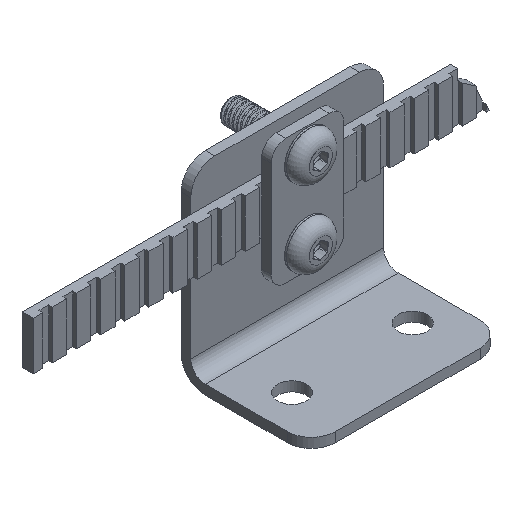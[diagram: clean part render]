
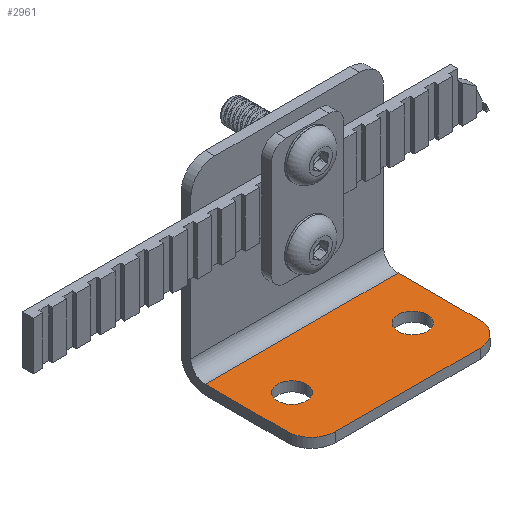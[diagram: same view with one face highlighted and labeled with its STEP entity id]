
A CAD part, isometric view. The second image highlights one B-rep face of the part: STEP entity #2961.
In plain terms, the highlighted planar face has unit normal (0, 0, 1).
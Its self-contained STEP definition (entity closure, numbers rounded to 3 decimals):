
#119=FACE_BOUND('',#504,.T.);
#120=FACE_BOUND('',#505,.T.);
#220=PLANE('',#3258);
#344=FACE_OUTER_BOUND('',#503,.T.);
#503=EDGE_LOOP('',(#2610,#2611,#2612,#2613,#2614,#2615));
#504=EDGE_LOOP('',(#2616,#2617));
#505=EDGE_LOOP('',(#2618,#2619));
#813=LINE('',#4643,#1140);
#819=LINE('',#4664,#1146);
#832=LINE('',#4720,#1159);
#834=LINE('',#4725,#1161);
#1140=VECTOR('',#3822,10.);
#1146=VECTOR('',#3842,10.);
#1159=VECTOR('',#3905,10.);
#1161=VECTOR('',#3913,10.);
#1211=CIRCLE('',#3218,5.);
#1218=CIRCLE('',#3228,5.);
#1227=CIRCLE('',#3243,3.);
#1228=CIRCLE('',#3244,3.);
#1229=CIRCLE('',#3246,3.);
#1230=CIRCLE('',#3247,3.);
#1433=VERTEX_POINT('',#4622);
#1434=VERTEX_POINT('',#4623);
#1442=VERTEX_POINT('',#4641);
#1448=VERTEX_POINT('',#4657);
#1449=VERTEX_POINT('',#4658);
#1450=VERTEX_POINT('',#4663);
#1461=VERTEX_POINT('',#4696);
#1462=VERTEX_POINT('',#4697);
#1463=VERTEX_POINT('',#4702);
#1464=VERTEX_POINT('',#4703);
#1812=EDGE_CURVE('',#1433,#1434,#1211,.T.);
#1822=EDGE_CURVE('',#1442,#1433,#813,.T.);
#1829=EDGE_CURVE('',#1448,#1449,#1218,.T.);
#1832=EDGE_CURVE('',#1449,#1450,#819,.T.);
#1849=EDGE_CURVE('',#1461,#1462,#1227,.T.);
#1850=EDGE_CURVE('',#1462,#1461,#1228,.T.);
#1852=EDGE_CURVE('',#1463,#1464,#1229,.T.);
#1853=EDGE_CURVE('',#1464,#1463,#1230,.T.);
#1861=EDGE_CURVE('',#1442,#1450,#832,.T.);
#1863=EDGE_CURVE('',#1434,#1448,#834,.T.);
#2610=ORIENTED_EDGE('',*,*,#1812,.F.);
#2611=ORIENTED_EDGE('',*,*,#1822,.F.);
#2612=ORIENTED_EDGE('',*,*,#1861,.T.);
#2613=ORIENTED_EDGE('',*,*,#1832,.F.);
#2614=ORIENTED_EDGE('',*,*,#1829,.F.);
#2615=ORIENTED_EDGE('',*,*,#1863,.F.);
#2616=ORIENTED_EDGE('',*,*,#1849,.T.);
#2617=ORIENTED_EDGE('',*,*,#1850,.T.);
#2618=ORIENTED_EDGE('',*,*,#1852,.T.);
#2619=ORIENTED_EDGE('',*,*,#1853,.T.);
#2961=ADVANCED_FACE('',(#344,#119,#120),#220,.T.);
#3218=AXIS2_PLACEMENT_3D('',#4624,#3806,#3807);
#3228=AXIS2_PLACEMENT_3D('',#4659,#3836,#3837);
#3243=AXIS2_PLACEMENT_3D('',#4698,#3877,#3878);
#3244=AXIS2_PLACEMENT_3D('',#4699,#3879,#3880);
#3246=AXIS2_PLACEMENT_3D('',#4704,#3884,#3885);
#3247=AXIS2_PLACEMENT_3D('',#4705,#3886,#3887);
#3258=AXIS2_PLACEMENT_3D('',#4726,#3914,#3915);
#3806=DIRECTION('center_axis',(0.,0.,
-1.));
#3807=DIRECTION('ref_axis',(-0.707,0.707,0.));
#3822=DIRECTION('',(0.,1.,0.));
#3836=DIRECTION('center_axis',(0.,0.,
-1.));
#3837=DIRECTION('ref_axis',(0.707,0.707,0.));
#3842=DIRECTION('',(0.,-1.,0.));
#3877=DIRECTION('center_axis',(0.,0.,
-1.));
#3878=DIRECTION('ref_axis',(1.,0.,0.));
#3879=DIRECTION('center_axis',(0.,0.,
-1.));
#3880=DIRECTION('ref_axis',(1.,0.,0.));
#3884=DIRECTION('center_axis',(0.,0.,
-1.));
#3885=DIRECTION('ref_axis',(1.,0.,0.));
#3886=DIRECTION('center_axis',(0.,0.,
-1.));
#3887=DIRECTION('ref_axis',(1.,0.,0.));
#3905=DIRECTION('',(1.,0.,0.));
#3913=DIRECTION('',(1.,0.,0.));
#3914=DIRECTION('center_axis',(0.,0.,
1.));
#3915=DIRECTION('ref_axis',(1.,0.,0.));
#4622=CARTESIAN_POINT('',(-20.,22.,-17.5));
#4623=CARTESIAN_POINT('',(-15.,27.,-17.5));
#4624=CARTESIAN_POINT('Origin',(-15.,22.,-17.5));
#4641=CARTESIAN_POINT('',(-20.,5.,-17.5));
#4643=CARTESIAN_POINT('',(-20.,27.,-17.5));
#4657=CARTESIAN_POINT('',(15.,27.,-17.5));
#4658=CARTESIAN_POINT('',(20.,22.,-17.5));
#4659=CARTESIAN_POINT('Origin',(15.,22.,-17.5));
#4663=CARTESIAN_POINT('',(20.,5.,-17.5));
#4664=CARTESIAN_POINT('',(20.,2.,-17.5));
#4696=CARTESIAN_POINT('',(-9.5,15.5,-17.5));
#4697=CARTESIAN_POINT('',(-15.5,15.5,-17.5));
#4698=CARTESIAN_POINT('Origin',(-12.5,15.5,-17.5));
#4699=CARTESIAN_POINT('Origin',(-12.5,15.5,-17.5));
#4702=CARTESIAN_POINT('',(15.5,15.5,-17.5));
#4703=CARTESIAN_POINT('',(9.5,15.5,-17.5));
#4704=CARTESIAN_POINT('Origin',(12.5,15.5,-17.5));
#4705=CARTESIAN_POINT('Origin',(12.5,15.5,-17.5));
#4720=CARTESIAN_POINT('',(-10.,5.,-17.5));
#4725=CARTESIAN_POINT('',(20.,27.,-17.5));
#4726=CARTESIAN_POINT('Origin',(0.,14.5,-17.5));
